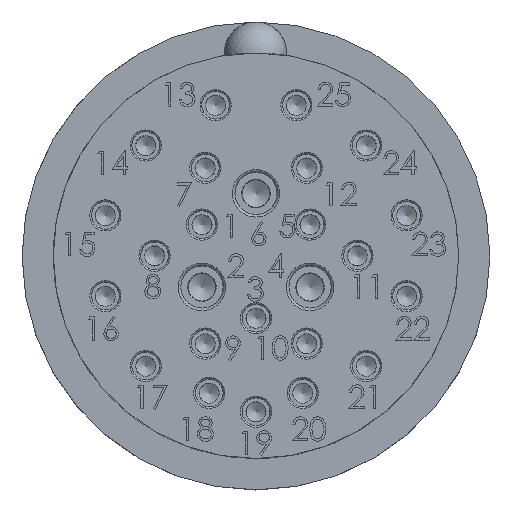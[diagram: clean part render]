
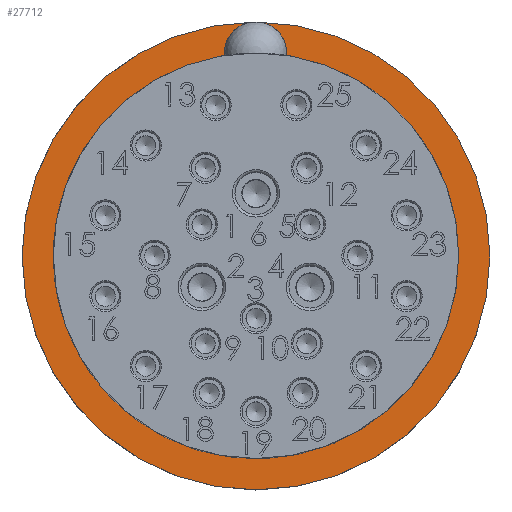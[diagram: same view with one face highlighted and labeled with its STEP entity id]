
A CAD part, top view. The second image highlights one B-rep face of the part: STEP entity #27712.
In plain terms, the highlighted planar face has unit normal (0, 0, 1).
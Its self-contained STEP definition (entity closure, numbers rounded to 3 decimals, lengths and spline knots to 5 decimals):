
#1010=PLANE($,#29749);
#6406=FACE_OUTER_BOUND($,#8335,.T.);
#8335=EDGE_LOOP($,(#19911,#19912,#19913,#19914));
#11109=CIRCLE($,#29744,0.8125);
#11110=CIRCLE($,#29746,0.12502);
#11112=CIRCLE($,#29748,0.12502);
#11113=CIRCLE($,#29750,0.9375);
#13128=VERTEX_POINT($,#41408);
#13129=VERTEX_POINT($,#41410);
#13130=VERTEX_POINT($,#41414);
#13131=VERTEX_POINT($,#41416);
#15995=EDGE_CURVE($,#13128,#13129,#11109,.T.);
#15997=EDGE_CURVE($,#13130,#13129,#11110,.T.);
#15999=EDGE_CURVE($,#13128,#13131,#11112,.T.);
#16000=EDGE_CURVE($,#13131,#13130,#11113,.T.);
#19911=ORIENTED_EDGE($,*,*,#15999,.T.);
#19912=ORIENTED_EDGE($,*,*,#16000,.T.);
#19913=ORIENTED_EDGE($,*,*,#15997,.T.);
#19914=ORIENTED_EDGE($,*,*,#15995,.F.);
#27712=ADVANCED_FACE($,(#6406),#1010,.F.);
#29744=AXIS2_PLACEMENT_3D($,#41411,#33070,#33071);
#29746=AXIS2_PLACEMENT_3D($,#41415,#33075,#33076);
#29748=AXIS2_PLACEMENT_3D($,#41418,#33079,#33080);
#29749=AXIS2_PLACEMENT_3D($,#41419,#33081,#33082);
#29750=AXIS2_PLACEMENT_3D($,#41420,#33083,#33084);
#33070=DIRECTION('center_axis',(0.,0.,1.));
#33071=DIRECTION('ref_axis',(1.,0.,0.));
#33075=DIRECTION('center_axis',(0.,0.,-1.));
#33076=DIRECTION('ref_axis',(-1.,0.,0.));
#33079=DIRECTION('center_axis',(0.,0.,-1.));
#33080=DIRECTION('ref_axis',(-1.,0.,0.));
#33081=DIRECTION('center_axis',(0.,0.,-1.));
#33082=DIRECTION('ref_axis',(-1.,0.,0.));
#33083=DIRECTION('center_axis',(0.,0.,1.));
#33084=DIRECTION('ref_axis',(1.,0.,0.));
#41408=CARTESIAN_POINT('',(-0.12651,0.80259,11.5));
#41410=CARTESIAN_POINT('',(0.12278,0.80317,11.5));
#41411=CARTESIAN_POINT('Origin',(0.,0.,11.5));
#41414=CARTESIAN_POINT('',(0.,0.9375,11.5));
#41415=CARTESIAN_POINT('Origin',(-0.00189,0.8125,
11.5));
#41416=CARTESIAN_POINT('',(-0.00436,0.93749,11.5));
#41418=CARTESIAN_POINT('Origin',(-0.00189,0.8125,
11.5));
#41419=CARTESIAN_POINT('Origin',(0.,0.8125,11.5));
#41420=CARTESIAN_POINT('Origin',(0.,0.,11.5));
